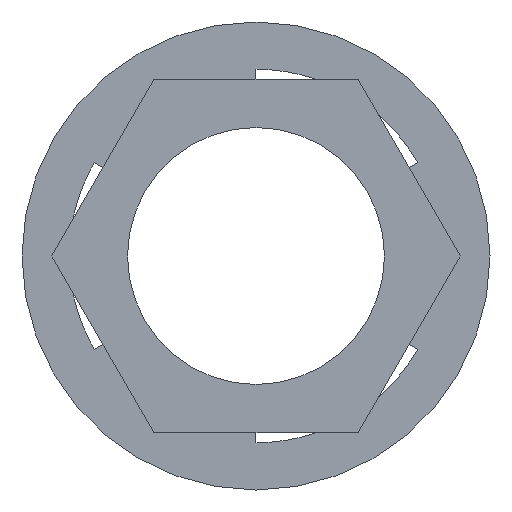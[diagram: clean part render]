
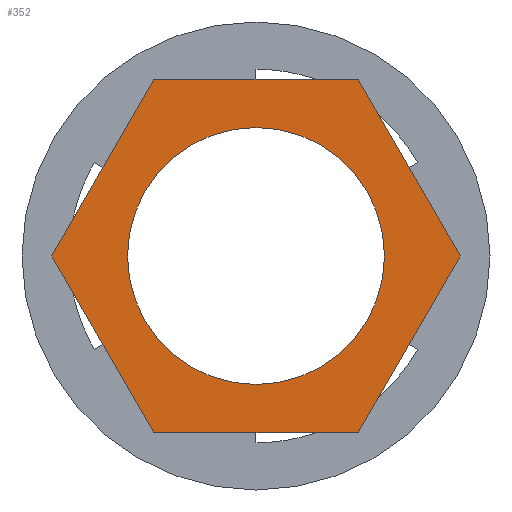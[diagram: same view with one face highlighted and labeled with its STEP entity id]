
A CAD part, left-side view. The second image highlights one B-rep face of the part: STEP entity #352.
In plain terms, the highlighted planar face has unit normal (-1, 0, 0).
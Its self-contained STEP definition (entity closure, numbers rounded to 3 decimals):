
#72=CARTESIAN_POINT('',(-8.245,-2.8,0.455));
#73=VERTEX_POINT('',#72);
#89=CARTESIAN_POINT('',(-8.245,2.8,0.455));
#90=VERTEX_POINT('',#89);
#97=CARTESIAN_POINT('',(-8.245,0.,0.455));
#98=DIRECTION('',(1.0,0.0,0.0));
#99=DIRECTION('',(0.0,-1.0,0.0));
#100=AXIS2_PLACEMENT_3D('',#97,#98,#99);
#101=CIRCLE('',#100,2.8);
#102=EDGE_CURVE('',#73,#90,#101,.T.);
#113=CARTESIAN_POINT('',(-8.245,0.,0.455));
#114=DIRECTION('',(1.0,0.0,0.0));
#115=DIRECTION('',(0.0,-1.0,0.0));
#116=AXIS2_PLACEMENT_3D('',#113,#114,#115);
#117=CIRCLE('',#116,2.8);
#118=EDGE_CURVE('',#90,#73,#117,.T.);
#146=CARTESIAN_POINT('',(-8.245,-4.45,0.455));
#147=VERTEX_POINT('',#146);
#154=CARTESIAN_POINT('',(-8.245,-2.225,-3.399));
#155=VERTEX_POINT('',#154);
#156=CARTESIAN_POINT('',(-8.245,-4.45,0.455));
#157=DIRECTION('',(0.0,0.5,-0.866));
#158=VECTOR('',#157,4.45);
#159=LINE('',#156,#158);
#160=EDGE_CURVE('',#147,#155,#159,.T.);
#184=CARTESIAN_POINT('',(-8.245,-2.225,4.309));
#185=VERTEX_POINT('',#184);
#192=CARTESIAN_POINT('',(-8.245,-2.225,4.309));
#193=DIRECTION('',(0.,-0.5,-0.866));
#194=VECTOR('',#193,4.45);
#195=LINE('',#192,#194);
#196=EDGE_CURVE('',#185,#147,#195,.T.);
#215=CARTESIAN_POINT('',(-8.245,2.225,4.309));
#216=VERTEX_POINT('',#215);
#223=CARTESIAN_POINT('',(-8.245,2.225,4.309));
#224=DIRECTION('',(0.0,-1.0,0.0));
#225=VECTOR('',#224,4.45);
#226=LINE('',#223,#225);
#227=EDGE_CURVE('',#216,#185,#226,.T.);
#246=CARTESIAN_POINT('',(-8.245,4.45,0.455));
#247=VERTEX_POINT('',#246);
#254=CARTESIAN_POINT('',(-8.245,4.45,0.455));
#255=DIRECTION('',(0.,-0.5,0.866));
#256=VECTOR('',#255,4.45);
#257=LINE('',#254,#256);
#258=EDGE_CURVE('',#247,#216,#257,.T.);
#277=CARTESIAN_POINT('',(-8.245,2.225,-3.399));
#278=VERTEX_POINT('',#277);
#285=CARTESIAN_POINT('',(-8.245,2.225,-3.399));
#286=DIRECTION('',(0.,0.5,0.866));
#287=VECTOR('',#286,4.45);
#288=LINE('',#285,#287);
#289=EDGE_CURVE('',#278,#247,#288,.T.);
#307=CARTESIAN_POINT('',(-8.245,-2.225,-3.399));
#308=DIRECTION('',(0.0,1.0,0.0));
#309=VECTOR('',#308,4.45);
#310=LINE('',#307,#309);
#311=EDGE_CURVE('',#155,#278,#310,.T.);
#335=CARTESIAN_POINT('',(-8.245,0.,0.455));
#336=DIRECTION('',(1.0,0.0,0.0));
#337=DIRECTION('',(0.0,0.0,-1.0));
#338=AXIS2_PLACEMENT_3D('',#335,#336,#337);
#339=PLANE('',#338);
#340=ORIENTED_EDGE('',*,*,#311,.F.);
#341=ORIENTED_EDGE('',*,*,#160,.F.);
#342=ORIENTED_EDGE('',*,*,#196,.F.);
#343=ORIENTED_EDGE('',*,*,#227,.F.);
#344=ORIENTED_EDGE('',*,*,#258,.F.);
#345=ORIENTED_EDGE('',*,*,#289,.F.);
#346=EDGE_LOOP('',(#340,#341,#342,#343,#344,#345));
#347=FACE_OUTER_BOUND('',#346,.T.);
#348=ORIENTED_EDGE('',*,*,#102,.T.);
#349=ORIENTED_EDGE('',*,*,#118,.T.);
#350=EDGE_LOOP('',(#348,#349));
#351=FACE_BOUND('',#350,.T.);
#352=ADVANCED_FACE('',(#347,#351),#339,.F.);
